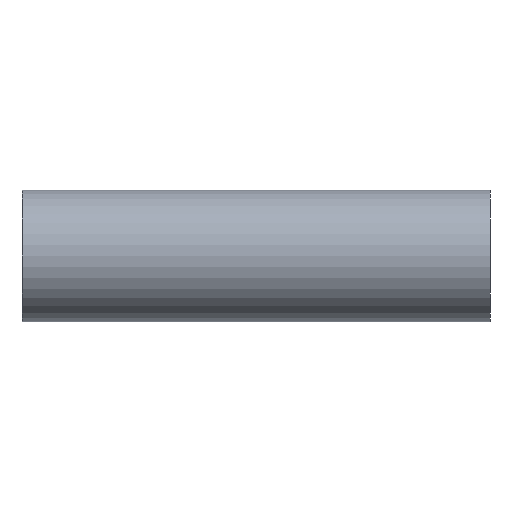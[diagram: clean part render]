
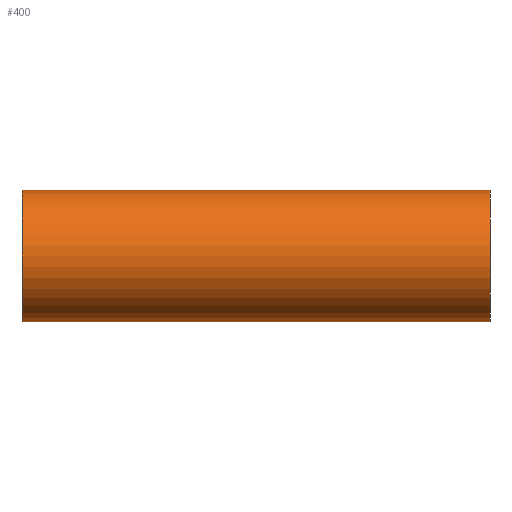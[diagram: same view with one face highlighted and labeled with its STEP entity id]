
A CAD part, front view. The second image highlights one B-rep face of the part: STEP entity #400.
In plain terms, the highlighted cylindrical face has radius 7.15 mm (diameter 14.3 mm), a full revolution.
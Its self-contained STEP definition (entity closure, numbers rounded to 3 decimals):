
#22=FACE_BOUND('',#94,.T.);
#62=FACE_OUTER_BOUND('',#93,.T.);
#93=EDGE_LOOP('',(#361,#362,#363));
#94=EDGE_LOOP('',(#364,#365,#366));
#117=LINE('',#629,#151);
#125=LINE('',#646,#159);
#151=VECTOR('',#511,4.5);
#159=VECTOR('',#529,4.5);
#181=CIRCLE('',#441,7.15);
#182=CIRCLE('',#442,7.15);
#207=VERTEX_POINT('',#627);
#208=VERTEX_POINT('',#628);
#211=VERTEX_POINT('',#644);
#212=VERTEX_POINT('',#645);
#247=EDGE_CURVE('',#207,#208,#117,.T.);
#255=EDGE_CURVE('',#211,#212,#125,.T.);
#265=EDGE_CURVE('',#208,#208,#181,.T.);
#266=EDGE_CURVE('',#211,#211,#182,.T.);
#361=ORIENTED_EDGE('',*,*,#265,.F.);
#362=ORIENTED_EDGE('',*,*,#247,.F.);
#363=ORIENTED_EDGE('',*,*,#247,.T.);
#364=ORIENTED_EDGE('',*,*,#266,.F.);
#365=ORIENTED_EDGE('',*,*,#255,.T.);
#366=ORIENTED_EDGE('',*,*,#255,.F.);
#378=CYLINDRICAL_SURFACE('',#440,7.15);
#400=ADVANCED_FACE('',(#62,#22),#378,.T.);
#440=AXIS2_PLACEMENT_3D('',#665,#551,#552);
#441=AXIS2_PLACEMENT_3D('',#666,#553,#554);
#442=AXIS2_PLACEMENT_3D('',#667,#555,#556);
#511=DIRECTION('',(1.,0.,0.));
#529=DIRECTION('',(1.,0.,0.));
#551=DIRECTION('center_axis',(1.,0.,0.));
#552=DIRECTION('ref_axis',(0.,-1.,0.));
#553=DIRECTION('center_axis',(1.,0.,0.));
#554=DIRECTION('ref_axis',(0.,-1.,0.));
#555=DIRECTION('center_axis',(-1.,0.,0.));
#556=DIRECTION('ref_axis',(0.,-1.,0.));
#627=CARTESIAN_POINT('',(46.5,7.15,0.));
#628=CARTESIAN_POINT('',(51.,7.15,0.));
#629=CARTESIAN_POINT('',(0.,7.15,0.));
#644=CARTESIAN_POINT('',(0.,7.15,0.));
#645=CARTESIAN_POINT('',(4.5,7.15,0.));
#646=CARTESIAN_POINT('',(0.,7.15,0.));
#665=CARTESIAN_POINT('Origin',(0.,0.,0.));
#666=CARTESIAN_POINT('Origin',(51.,0.,0.));
#667=CARTESIAN_POINT('Origin',(0.,0.,0.));
